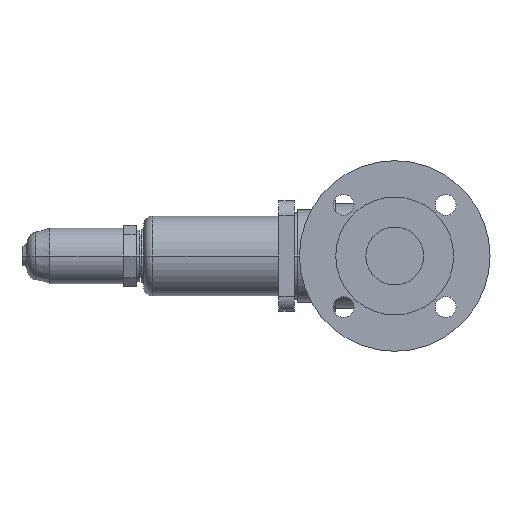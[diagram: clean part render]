
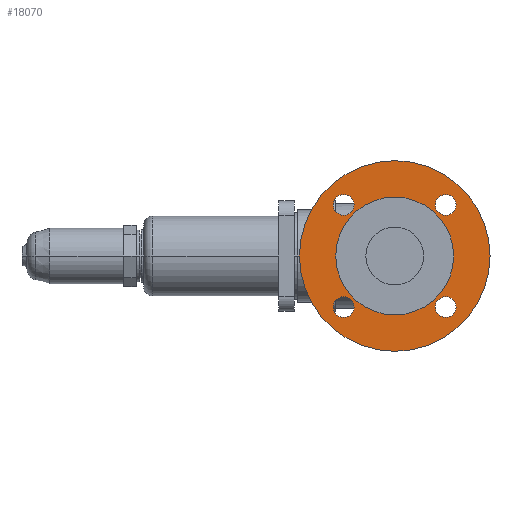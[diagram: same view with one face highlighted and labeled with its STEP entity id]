
A CAD part, left-side view. The second image highlights one B-rep face of the part: STEP entity #18070.
In plain terms, the highlighted planar face has unit normal (-1, 0, 0).
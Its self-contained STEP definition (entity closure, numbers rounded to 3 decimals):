
#8910=CARTESIAN_POINT('',(0.,0.,0.));
#8920=DIRECTION('',(-1.,0.,0.));
#8930=DIRECTION('',(0.,0.,-1.));
#8940=AXIS2_PLACEMENT_3D('',#8910,#8920,#8930);
#8950=CYLINDRICAL_SURFACE('',#8940,82.5);
#9020=CARTESIAN_POINT('',(4.3,0.,-82.5));
#9030=VERTEX_POINT('',#9020);
#9210=CARTESIAN_POINT('',(4.3,0.,82.5));
#9220=VERTEX_POINT('',#9210);
#9260=CARTESIAN_POINT('',(4.3,0.,0.));
#9270=DIRECTION('',(1.,0.,0.));
#9280=DIRECTION('',(0.,0.,-1.));
#9290=AXIS2_PLACEMENT_3D('',#9260,#9270,#9280);
#9300=CIRCLE('',#9290,82.5);
#9310=CARTESIAN_POINT('',(4.3,66.75,0.));
#9320=DIRECTION('',(1.,0.,0.));
#9330=DIRECTION('',(0.,-1.,0.));
#9340=AXIS2_PLACEMENT_3D('',#9310,#9320,#9330);
#9350=PLANE('',#9340);
#9360=SURFACE_CURVE('',#9300,(#8950,#9350),.CURVE_3D.);
#9370=EDGE_CURVE('',#9030,#9220,#9360,.T.);
#9420=CARTESIAN_POINT('',(0.,44.194,
-44.194));
#9430=DIRECTION('',(-1.,0.,0.));
#9440=DIRECTION('',(0.,0.,-1.));
#9450=AXIS2_PLACEMENT_3D('',#9420,#9430,#9440);
#9460=CYLINDRICAL_SURFACE('',#9450,9.);
#9530=CARTESIAN_POINT('',(4.3,44.194,-53.194));
#9540=VERTEX_POINT('',#9530);
#9720=CARTESIAN_POINT('',(4.3,44.194,-35.194));
#9730=VERTEX_POINT('',#9720);
#9770=CARTESIAN_POINT('',(4.3,44.194,-44.194));
#9780=DIRECTION('',(-1.,0.,0.));
#9790=DIRECTION('',(0.,0.,-1.));
#9800=AXIS2_PLACEMENT_3D('',#9770,#9780,#9790);
#9810=CIRCLE('',#9800,9.);
#9820=SURFACE_CURVE('',#9810,(#9460,#9350),.CURVE_3D.);
#9830=EDGE_CURVE('',#9540,#9730,#9820,.T.);
#9880=CARTESIAN_POINT('',(0.,-44.194,
-44.194));
#9890=DIRECTION('',(-1.,0.,0.));
#9900=DIRECTION('',(0.,0.,-1.));
#9910=AXIS2_PLACEMENT_3D('',#9880,#9890,#9900);
#9920=CYLINDRICAL_SURFACE('',#9910,9.);
#9990=CARTESIAN_POINT('',(4.3,-44.194,-35.194));
#10000=VERTEX_POINT('',#9990);
#10040=CARTESIAN_POINT('',(4.3,-44.194,-44.194));
#10050=DIRECTION('',(-1.,0.,0.));
#10060=DIRECTION('',(0.,0.,-1.));
#10070=AXIS2_PLACEMENT_3D('',#10040,#10050,#10060);
#10080=CIRCLE('',#10070,9.);
#10090=CARTESIAN_POINT('',(4.3,-44.194,-53.194));
#10100=VERTEX_POINT('',#10090);
#10110=SURFACE_CURVE('',#10080,(#9350,#9920),.CURVE_3D.);
#10120=EDGE_CURVE('',#10100,#10000,#10110,.T.);
#10340=CARTESIAN_POINT('',(0.,-44.194,
44.194));
#10350=DIRECTION('',(-1.,0.,0.));
#10360=DIRECTION('',(0.,0.,-1.));
#10370=AXIS2_PLACEMENT_3D('',#10340,#10350,#10360);
#10380=CYLINDRICAL_SURFACE('',#10370,9.);
#10450=CARTESIAN_POINT('',(4.3,-44.194,35.194));
#10460=VERTEX_POINT('',#10450);
#10640=CARTESIAN_POINT('',(4.3,-44.194,53.194));
#10650=VERTEX_POINT('',#10640);
#10690=CARTESIAN_POINT('',(4.3,-44.194,44.194));
#10700=DIRECTION('',(-1.,0.,0.));
#10710=DIRECTION('',(0.,0.,-1.));
#10720=AXIS2_PLACEMENT_3D('',#10690,#10700,#10710);
#10730=CIRCLE('',#10720,9.);
#10740=SURFACE_CURVE('',#10730,(#10380,#9350),.CURVE_3D.);
#10750=EDGE_CURVE('',#10460,#10650,#10740,.T.);
#10800=CARTESIAN_POINT('',(0.,44.194,
44.194));
#10810=DIRECTION('',(-1.,0.,0.));
#10820=DIRECTION('',(0.,0.,-1.));
#10830=AXIS2_PLACEMENT_3D('',#10800,#10810,#10820);
#10840=CYLINDRICAL_SURFACE('',#10830,9.);
#10910=CARTESIAN_POINT('',(4.3,44.194,35.194));
#10920=VERTEX_POINT('',#10910);
#11100=CARTESIAN_POINT('',(4.3,44.194,53.194));
#11110=VERTEX_POINT('',#11100);
#11150=CARTESIAN_POINT('',(4.3,44.194,44.194));
#11160=DIRECTION('',(-1.,0.,0.));
#11170=DIRECTION('',(0.,0.,-1.));
#11180=AXIS2_PLACEMENT_3D('',#11150,#11160,#11170);
#11190=CIRCLE('',#11180,9.);
#11200=SURFACE_CURVE('',#11190,(#10840,#9350),.CURVE_3D.);
#11210=EDGE_CURVE('',#10920,#11110,#11200,.T.);
#11260=CARTESIAN_POINT('',(2.15,0.,0.));
#11270=DIRECTION('',(1.,0.,0.));
#11280=DIRECTION('',(0.,1.,0.));
#11290=AXIS2_PLACEMENT_3D('',#11260,#11270,#11280);
#11300=CYLINDRICAL_SURFACE('',#11290,51.);
#11370=CARTESIAN_POINT('',(4.3,-51.,0.));
#11380=VERTEX_POINT('',#11370);
#11610=CARTESIAN_POINT('',(4.3,51.,0.));
#11620=VERTEX_POINT('',#11610);
#11660=CARTESIAN_POINT('',(4.3,0.,0.));
#11670=DIRECTION('',(-1.,0.,0.));
#11680=DIRECTION('',(0.,1.,0.));
#11690=AXIS2_PLACEMENT_3D('',#11660,#11670,#11680);
#11700=CIRCLE('',#11690,51.);
#11710=SURFACE_CURVE('',#11700,(#11300,#9350),.CURVE_3D.);
#11720=EDGE_CURVE('',#11380,#11620,#11710,.T.);
#17710=SURFACE_CURVE('',#9810,(#9460,#9350),.CURVE_3D.);
#17720=EDGE_CURVE('',#9730,#9540,#17710,.T.);
#17730=ORIENTED_EDGE('',*,*,#17720,.F.);
#17740=ORIENTED_EDGE('',*,*,#9830,.F.);
#17750=EDGE_LOOP('',(#17740,#17730));
#17760=FACE_BOUND('',#17750,.T.);
#17770=ORIENTED_EDGE('',*,*,#10120,.F.);
#17780=SURFACE_CURVE('',#10080,(#9350,#9920),.CURVE_3D.);
#17790=EDGE_CURVE('',#10000,#10100,#17780,.T.);
#17800=ORIENTED_EDGE('',*,*,#17790,.F.);
#17810=EDGE_LOOP('',(#17800,#17770));
#17820=FACE_BOUND('',#17810,.T.);
#17830=SURFACE_CURVE('',#10730,(#10380,#9350),.CURVE_3D.);
#17840=EDGE_CURVE('',#10650,#10460,#17830,.T.);
#17850=ORIENTED_EDGE('',*,*,#17840,.F.);
#17860=ORIENTED_EDGE('',*,*,#10750,.F.);
#17870=EDGE_LOOP('',(#17860,#17850));
#17880=FACE_BOUND('',#17870,.T.);
#17890=SURFACE_CURVE('',#11190,(#10840,#9350),.CURVE_3D.);
#17900=EDGE_CURVE('',#11110,#10920,#17890,.T.);
#17910=ORIENTED_EDGE('',*,*,#17900,.F.);
#17920=ORIENTED_EDGE('',*,*,#11210,.F.);
#17930=EDGE_LOOP('',(#17920,#17910));
#17940=FACE_BOUND('',#17930,.T.);
#17950=SURFACE_CURVE('',#9300,(#8950,#9350),.CURVE_3D.);
#17960=EDGE_CURVE('',#9220,#9030,#17950,.T.);
#17970=ORIENTED_EDGE('',*,*,#17960,.F.);
#17980=ORIENTED_EDGE('',*,*,#9370,.F.);
#17990=EDGE_LOOP('',(#17980,#17970));
#18000=FACE_OUTER_BOUND('',#17990,.T.);
#18010=SURFACE_CURVE('',#11700,(#11300,#9350),.CURVE_3D.);
#18020=EDGE_CURVE('',#11620,#11380,#18010,.T.);
#18030=ORIENTED_EDGE('',*,*,#18020,.F.);
#18040=ORIENTED_EDGE('',*,*,#11720,.F.);
#18050=EDGE_LOOP('',(#18040,#18030));
#18060=FACE_BOUND('',#18050,.T.);
#18070=ADVANCED_FACE('',(#17760,#17820,#17880,#17940,#18000,#18060),
#9350,.F.);
